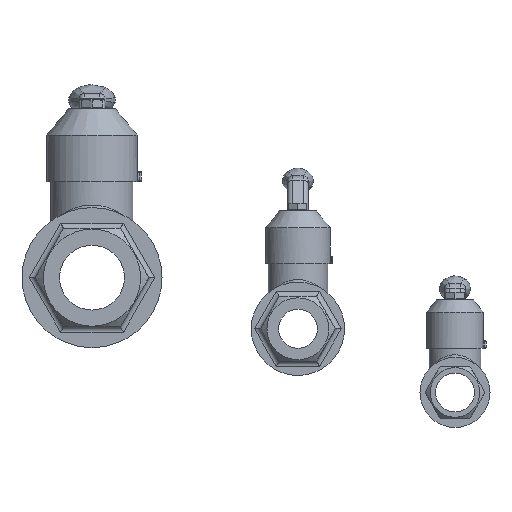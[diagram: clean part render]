
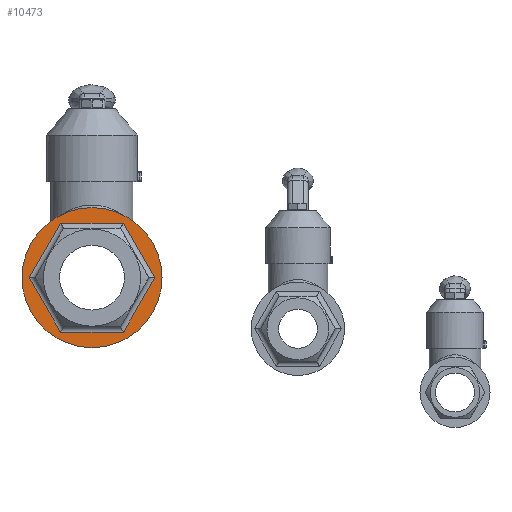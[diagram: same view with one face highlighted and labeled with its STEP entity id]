
A CAD part, left-side view. The second image highlights one B-rep face of the part: STEP entity #10473.
In plain terms, the highlighted planar face has unit normal (-1, 0, 0).
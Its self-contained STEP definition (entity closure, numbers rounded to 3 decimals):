
#877=FACE_BOUND('',#1902,.T.);
#963=CIRCLE('',#11382,27.);
#1274=FACE_OUTER_BOUND('',#1901,.T.);
#1901=EDGE_LOOP('',(#7156));
#1902=EDGE_LOOP('',(#7157,#7158,#7159,#7160,#7161,#7162));
#2667=LINE('',#15134,#3489);
#2668=LINE('',#15140,#3490);
#2670=LINE('',#15146,#3492);
#2671=LINE('',#15148,#3493);
#2672=LINE('',#15152,#3494);
#2673=LINE('',#15154,#3495);
#3489=VECTOR('',#12480,10.);
#3490=VECTOR('',#12487,10.);
#3492=VECTOR('',#12495,10.);
#3493=VECTOR('',#12498,10.);
#3494=VECTOR('',#12503,10.);
#3495=VECTOR('',#12506,10.);
#4276=VERTEX_POINT('',#15131);
#4277=VERTEX_POINT('',#15133);
#4278=VERTEX_POINT('',#15137);
#4279=VERTEX_POINT('',#15139);
#4280=VERTEX_POINT('',#15144);
#4281=VERTEX_POINT('',#15150);
#4282=VERTEX_POINT('',#15156);
#5360=EDGE_CURVE('',#4276,#4277,#2667,.T.);
#5363=EDGE_CURVE('',#4278,#4279,#2668,.T.);
#5367=EDGE_CURVE('',#4280,#4276,#2670,.T.);
#5368=EDGE_CURVE('',#4279,#4280,#2671,.T.);
#5370=EDGE_CURVE('',#4281,#4278,#2672,.T.);
#5371=EDGE_CURVE('',#4277,#4281,#2673,.T.);
#5372=EDGE_CURVE('',#4282,#4282,#963,.T.);
#7156=ORIENTED_EDGE('',*,*,#5372,.F.);
#7157=ORIENTED_EDGE('',*,*,#5363,.F.);
#7158=ORIENTED_EDGE('',*,*,#5370,.F.);
#7159=ORIENTED_EDGE('',*,*,#5371,.F.);
#7160=ORIENTED_EDGE('',*,*,#5360,.F.);
#7161=ORIENTED_EDGE('',*,*,#5367,.F.);
#7162=ORIENTED_EDGE('',*,*,#5368,.F.);
#9799=PLANE('',#11381);
#10473=ADVANCED_FACE('',(#1274,#877),#9799,.T.);
#11381=AXIS2_PLACEMENT_3D('',#15155,#12507,#12508);
#11382=AXIS2_PLACEMENT_3D('',#15157,#12509,#12510);
#12480=DIRECTION('',(0.,-1.,0.));
#12487=DIRECTION('',(0.,1.,0.));
#12495=DIRECTION('',(0.,-0.5,-0.866));
#12498=DIRECTION('',(0.,0.5,-0.866));
#12503=DIRECTION('',(0.,0.5,0.866));
#12506=DIRECTION('',(0.,-0.5,0.866));
#12507=DIRECTION('center_axis',(-1.,0.,0.));
#12508=DIRECTION('ref_axis',(0.,0.,1.));
#12509=DIRECTION('center_axis',(1.,0.,0.));
#12510=DIRECTION('ref_axis',(0.,1.,0.));
#15131=CARTESIAN_POINT('',(-37.152,19.455,-21.));
#15133=CARTESIAN_POINT('',(-37.152,-4.793,-21.));
#15134=CARTESIAN_POINT('',(-37.152,11.721,-21.));
#15137=CARTESIAN_POINT('',(-37.152,-4.793,21.));
#15139=CARTESIAN_POINT('',(-37.152,19.455,21.));
#15140=CARTESIAN_POINT('',(-37.152,22.691,21.));
#15144=CARTESIAN_POINT('',(-37.152,31.58,0.));
#15146=CARTESIAN_POINT('',(-37.152,25.244,-10.974));
#15148=CARTESIAN_POINT('',(-37.152,30.729,1.474));
#15150=CARTESIAN_POINT('',(-37.152,-16.918,0.));
#15152=CARTESIAN_POINT('',(-37.152,-5.644,19.526));
#15154=CARTESIAN_POINT('',(-37.152,-11.129,-10.026));
#15155=CARTESIAN_POINT('Origin',(-37.152,27.081,0.));
#15156=CARTESIAN_POINT('',(-37.152,-19.669,0.));
#15157=CARTESIAN_POINT('Origin',(-37.152,7.331,0.));
